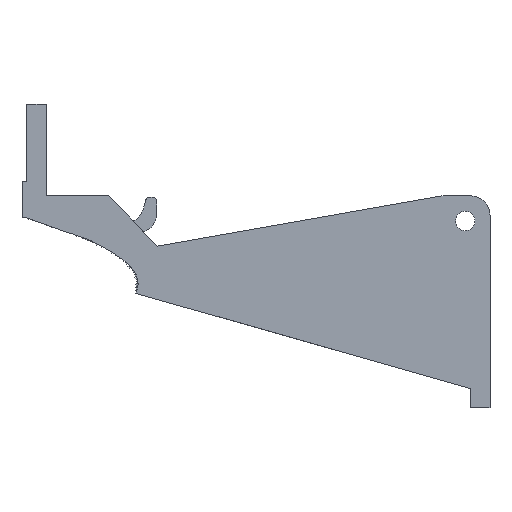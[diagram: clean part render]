
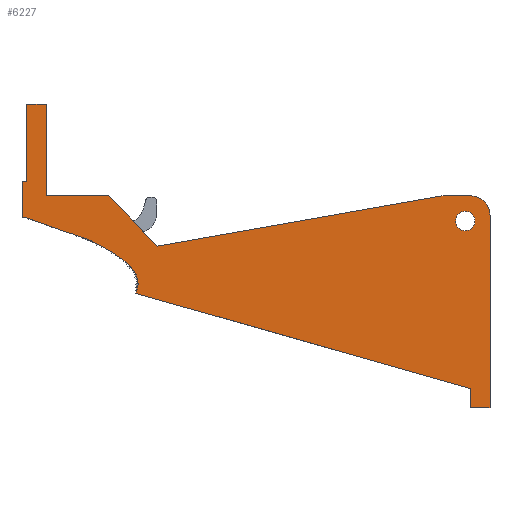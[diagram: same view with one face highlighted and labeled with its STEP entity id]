
A CAD part, left-side view. The second image highlights one B-rep face of the part: STEP entity #6227.
In plain terms, the highlighted planar face has unit normal (-1, 0, 0).
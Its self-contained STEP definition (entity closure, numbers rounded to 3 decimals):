
#5731=CARTESIAN_POINT('',(-8.0,46.05,0.0));
#5732=VERTEX_POINT('',#5731);
#5739=CARTESIAN_POINT('',(-8.0,39.55,0.));
#5740=VERTEX_POINT('',#5739);
#5741=CARTESIAN_POINT('',(-8.0,39.55,0.));
#5742=DIRECTION('',(0.0,1.0,0.0));
#5743=VECTOR('',#5742,6.5);
#5744=LINE('',#5741,#5743);
#5745=EDGE_CURVE('',#5740,#5732,#5744,.T.);
#5761=CARTESIAN_POINT('',(-8.0,46.05,9.529));
#5762=VERTEX_POINT('',#5761);
#5769=CARTESIAN_POINT('',(-8.0,46.05,0.0));
#5770=DIRECTION('',(0.0,0.0,1.0));
#5771=VECTOR('',#5770,9.529);
#5772=LINE('',#5769,#5771);
#5773=EDGE_CURVE('',#5732,#5762,#5772,.T.);
#5789=CARTESIAN_POINT('',(-8.0,48.05,9.529));
#5790=VERTEX_POINT('',#5789);
#5797=CARTESIAN_POINT('',(-8.0,46.05,9.529));
#5798=DIRECTION('',(0.0,1.0,0.0));
#5799=VECTOR('',#5798,2.0);
#5800=LINE('',#5797,#5799);
#5801=EDGE_CURVE('',#5762,#5790,#5800,.T.);
#5813=CARTESIAN_POINT('',(-8.0,48.05,1.529));
#5814=VERTEX_POINT('',#5813);
#5821=CARTESIAN_POINT('',(-8.0,48.05,9.529));
#5822=DIRECTION('',(0.0,0.0,-1.0));
#5823=VECTOR('',#5822,8.0);
#5824=LINE('',#5821,#5823);
#5825=EDGE_CURVE('',#5790,#5814,#5824,.T.);
#5837=CARTESIAN_POINT('',(-8.0,48.555,1.529));
#5838=VERTEX_POINT('',#5837);
#5845=CARTESIAN_POINT('',(-8.0,48.05,1.529));
#5846=DIRECTION('',(0.0,1.0,0.0));
#5847=VECTOR('',#5846,0.504);
#5848=LINE('',#5845,#5847);
#5849=EDGE_CURVE('',#5814,#5838,#5848,.T.);
#5861=CARTESIAN_POINT('',(-8.0,48.555,-2.27));
#5862=VERTEX_POINT('',#5861);
#5869=CARTESIAN_POINT('',(-8.0,48.555,1.529));
#5870=DIRECTION('',(0.0,0.0,-1.0));
#5871=VECTOR('',#5870,3.799);
#5872=LINE('',#5869,#5871);
#5873=EDGE_CURVE('',#5838,#5862,#5872,.T.);
#5886=CARTESIAN_POINT('',(-8.0,48.05,-2.27));
#5887=VERTEX_POINT('',#5886);
#5894=CARTESIAN_POINT('',(-8.0,48.555,-2.27));
#5895=DIRECTION('',(0.0,-1.0,0.0));
#5896=VECTOR('',#5895,0.504);
#5897=LINE('',#5894,#5896);
#5898=EDGE_CURVE('',#5862,#5887,#5897,.T.);
#5937=CARTESIAN_POINT('',(-8.0,36.75,-10.105));
#5938=VERTEX_POINT('',#5937);
#5945=CARTESIAN_POINT('',(-8.0,48.05,-2.27));
#5946=CARTESIAN_POINT('',(-8.0,34.859,-6.186));
#5947=CARTESIAN_POINT('',(-8.0,36.75,-10.105));
#5948=QUASI_UNIFORM_CURVE('',2,(#5945,#5946,#5947),.UNSPECIFIED.,.F.,.U.);
#5949=EDGE_CURVE('',#5887,#5938,#5948,.T.);
#6134=CARTESIAN_POINT('',(-8.0,3.564,-2.606));
#6135=VERTEX_POINT('',#6134);
#6136=CARTESIAN_POINT('',(-8.0,2.564,-2.606));
#6137=DIRECTION('',(1.0,0.0,0.0));
#6138=DIRECTION('',(0.0,-1.0,0.0));
#6139=AXIS2_PLACEMENT_3D('',#6136,#6137,#6138);
#6140=CIRCLE('',#6139,1.0);
#6141=EDGE_CURVE('',#6135,#6135,#6140,.T.);
#6146=CARTESIAN_POINT('',(-8.0,23.981,-6.361));
#6147=DIRECTION('',(1.0,0.0,0.0));
#6148=DIRECTION('',(0.0,0.0,-1.0));
#6149=AXIS2_PLACEMENT_3D('',#6146,#6147,#6148);
#6150=PLANE('',#6149);
#6151=CARTESIAN_POINT('',(-8.0,2.004,-20.0));
#6152=VERTEX_POINT('',#6151);
#6153=CARTESIAN_POINT('',(-8.0,2.004,-22.0));
#6154=VERTEX_POINT('',#6153);
#6155=CARTESIAN_POINT('',(-8.0,2.004,-20.0));
#6156=DIRECTION('',(0.0,0.0,-1.0));
#6157=VECTOR('',#6156,2.0);
#6158=LINE('',#6155,#6157);
#6159=EDGE_CURVE('',#6152,#6154,#6158,.T.);
#6160=ORIENTED_EDGE('',*,*,#6159,.T.);
#6161=CARTESIAN_POINT('',(-8.0,0.,-22.0));
#6162=VERTEX_POINT('',#6161);
#6163=CARTESIAN_POINT('',(-8.0,2.004,-22.0));
#6164=DIRECTION('',(0.0,-1.0,0.0));
#6165=VECTOR('',#6164,2.004);
#6166=LINE('',#6163,#6165);
#6167=EDGE_CURVE('',#6154,#6162,#6166,.T.);
#6168=ORIENTED_EDGE('',*,*,#6167,.T.);
#6169=CARTESIAN_POINT('',(-8.0,0.,-2.));
#6170=VERTEX_POINT('',#6169);
#6171=CARTESIAN_POINT('',(-8.0,0.,-22.0));
#6172=DIRECTION('',(0.0,0.0,1.0));
#6173=VECTOR('',#6172,20.0);
#6174=LINE('',#6171,#6173);
#6175=EDGE_CURVE('',#6162,#6170,#6174,.T.);
#6176=ORIENTED_EDGE('',*,*,#6175,.T.);
#6177=CARTESIAN_POINT('',(-8.0,2.0,0.0));
#6178=VERTEX_POINT('',#6177);
#6179=CARTESIAN_POINT('',(-8.0,2.0,-2.0));
#6180=DIRECTION('',(-1.0,0.0,0.0));
#6181=DIRECTION('',(0.0,0.0,1.0));
#6182=AXIS2_PLACEMENT_3D('',#6179,#6180,#6181);
#6183=CIRCLE('',#6182,2.0);
#6184=EDGE_CURVE('',#6170,#6178,#6183,.T.);
#6185=ORIENTED_EDGE('',*,*,#6184,.T.);
#6186=CARTESIAN_POINT('',(-8.0,4.981,0.0));
#6187=VERTEX_POINT('',#6186);
#6188=CARTESIAN_POINT('',(-8.0,2.,0.0));
#6189=DIRECTION('',(0.0,1.0,0.0));
#6190=VECTOR('',#6189,2.981);
#6191=LINE('',#6188,#6190);
#6192=EDGE_CURVE('',#6178,#6187,#6191,.T.);
#6193=ORIENTED_EDGE('',*,*,#6192,.T.);
#6194=CARTESIAN_POINT('',(-8.0,34.481,-5.212));
#6195=VERTEX_POINT('',#6194);
#6196=CARTESIAN_POINT('',(-8.0,4.981,0.0));
#6197=DIRECTION('',(0.0,0.985,-0.174));
#6198=VECTOR('',#6197,29.957);
#6199=LINE('',#6196,#6198);
#6200=EDGE_CURVE('',#6187,#6195,#6199,.T.);
#6201=ORIENTED_EDGE('',*,*,#6200,.T.);
#6202=CARTESIAN_POINT('',(-8.0,34.481,-5.212));
#6203=DIRECTION('',(0.0,0.697,0.717));
#6204=VECTOR('',#6203,7.27);
#6205=LINE('',#6202,#6204);
#6206=EDGE_CURVE('',#6195,#5740,#6205,.T.);
#6207=ORIENTED_EDGE('',*,*,#6206,.T.);
#6208=ORIENTED_EDGE('',*,*,#5745,.T.);
#6209=ORIENTED_EDGE('',*,*,#5773,.T.);
#6210=ORIENTED_EDGE('',*,*,#5801,.T.);
#6211=ORIENTED_EDGE('',*,*,#5825,.T.);
#6212=ORIENTED_EDGE('',*,*,#5849,.T.);
#6213=ORIENTED_EDGE('',*,*,#5873,.T.);
#6214=ORIENTED_EDGE('',*,*,#5898,.T.);
#6215=ORIENTED_EDGE('',*,*,#5949,.T.);
#6216=CARTESIAN_POINT('',(-8.0,36.75,-10.105));
#6217=DIRECTION('',(0.0,-0.962,-0.274));
#6218=VECTOR('',#6217,36.128);
#6219=LINE('',#6216,#6218);
#6220=EDGE_CURVE('',#5938,#6152,#6219,.T.);
#6221=ORIENTED_EDGE('',*,*,#6220,.T.);
#6222=EDGE_LOOP('',(#6160,#6168,#6176,#6185,#6193,#6201,#6207,#6208,#6209,#6210,#6211,#6212,#6213,#6214,#6215,#6221));
#6223=FACE_OUTER_BOUND('',#6222,.T.);
#6224=ORIENTED_EDGE('',*,*,#6141,.T.);
#6225=EDGE_LOOP('',(#6224));
#6226=FACE_BOUND('',#6225,.T.);
#6227=ADVANCED_FACE('',(#6223,#6226),#6150,.F.);
